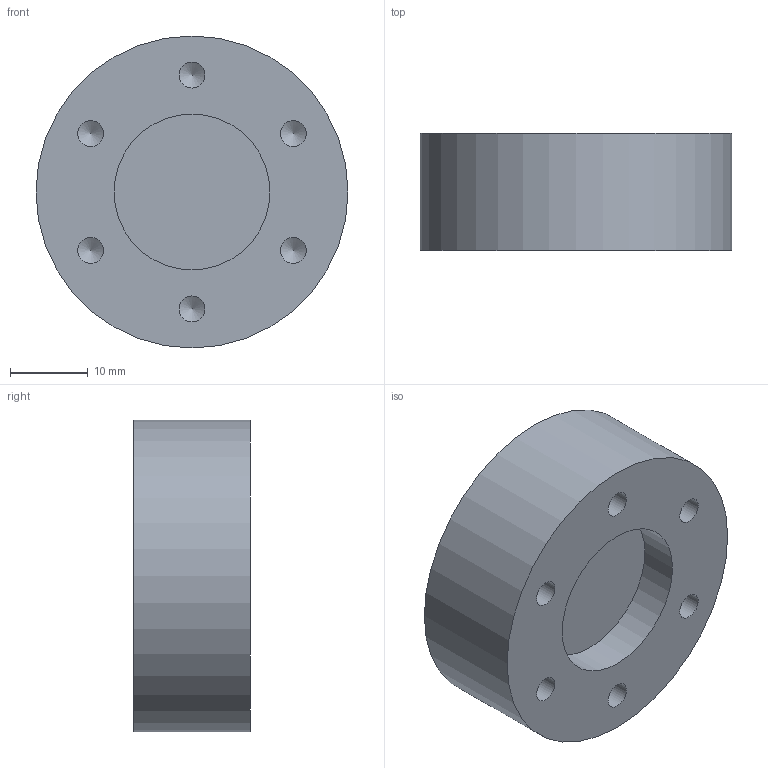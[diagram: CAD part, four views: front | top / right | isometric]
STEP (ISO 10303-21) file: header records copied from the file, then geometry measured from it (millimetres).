
FILE_DESCRIPTION(/* description */ (''),/* implementation_level */ '2;1');
FILE_NAME(/* name */ 'link6.step',/* time_stamp */ '2026-02-10T22:25:04+05:30',/* author */ (''),/* organization */ (''),/* preprocessor_version */ 'ST-DEVELOPER v20.1',/* originating_system */ 'Autodesk Translation Framework v14.24.0.0',/* authorisation */ '');
FILE_SCHEMA (('AUTOMOTIVE_DESIGN { 1 0 10303 214 3 1 1 }'));
Length unit declared in the file: millimetre
Products named in the file (1): 2026-02-10-22-25-04-094
Bounding box: 40 x 15 x 40 mm (x, y, z)
Volume: 13956.4 mm3; surface area: 5553.4 mm2
Topology: 1 solids, 1 shells, 19 faces, 39 edges, 24 vertices
Faces by surface type: cylinder 9, cone 6, plane 4
Full cylindrical faces by diameter (mm): 3.332 x6, 20 x1, 35 x1, 40 x1
Entity records: 506 total; most frequent: DIRECTION 91, CARTESIAN_POINT 77, ORIENTED_EDGE 66, AXIS2_PLACEMENT_3D 38, EDGE_CURVE 33, EDGE_LOOP 27, VERTEX_POINT 24, FACE_OUTER_BOUND 19
